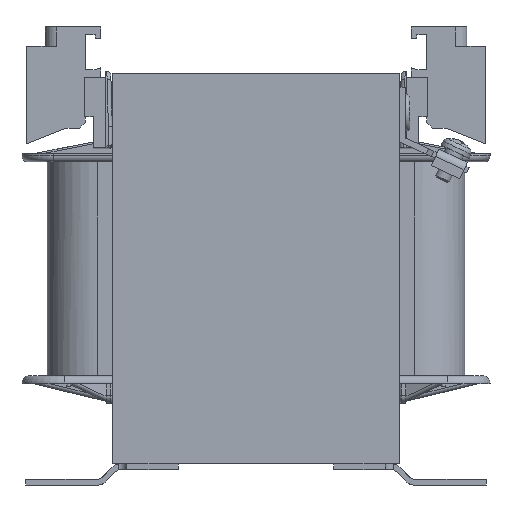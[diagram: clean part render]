
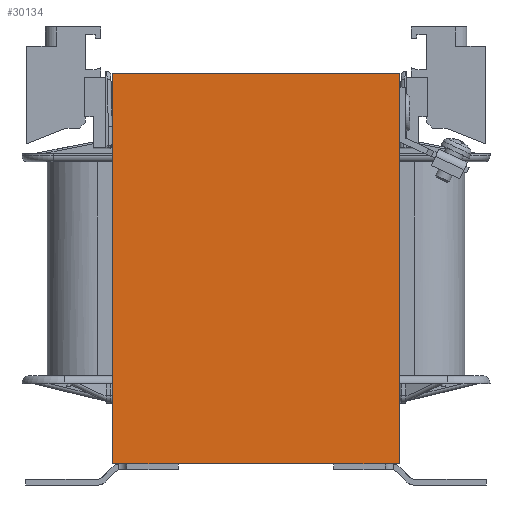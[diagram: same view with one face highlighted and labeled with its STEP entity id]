
A CAD part, left-side view. The second image highlights one B-rep face of the part: STEP entity #30134.
In plain terms, the highlighted planar face has unit normal (-1, 0, 0).
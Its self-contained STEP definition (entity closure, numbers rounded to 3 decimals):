
#2672=FACE_OUTER_BOUND('',#4214,.T.);
#4214=EDGE_LOOP('',(#24719,#24720,#24721,#24722,#24723,#24724,#24725,#24726));
#7226=LINE('',#48604,#10494);
#7238=LINE('',#48635,#10506);
#7250=LINE('',#48668,#10518);
#7268=LINE('',#48708,#10536);
#7269=LINE('',#48710,#10537);
#7270=LINE('',#48712,#10538);
#7271=LINE('',#48714,#10539);
#7272=LINE('',#48715,#10540);
#10494=VECTOR('',#38727,10.);
#10506=VECTOR('',#38749,10.);
#10518=VECTOR('',#38775,10.);
#10536=VECTOR('',#38823,10.);
#10537=VECTOR('',#38824,10.);
#10538=VECTOR('',#38825,10.);
#10539=VECTOR('',#38826,10.);
#10540=VECTOR('',#38827,10.);
#13229=VERTEX_POINT('',#48602);
#13230=VERTEX_POINT('',#48603);
#13243=VERTEX_POINT('',#48632);
#13244=VERTEX_POINT('',#48634);
#13265=VERTEX_POINT('',#48707);
#13266=VERTEX_POINT('',#48709);
#13267=VERTEX_POINT('',#48711);
#13268=VERTEX_POINT('',#48713);
#17128=EDGE_CURVE('',#13229,#13230,#7226,.T.);
#17144=EDGE_CURVE('',#13244,#13243,#7238,.T.);
#17162=EDGE_CURVE('',#13229,#13243,#7250,.T.);
#17182=EDGE_CURVE('',#13230,#13265,#7268,.T.);
#17183=EDGE_CURVE('',#13266,#13265,#7269,.T.);
#17184=EDGE_CURVE('',#13266,#13267,#7270,.T.);
#17185=EDGE_CURVE('',#13268,#13267,#7271,.T.);
#17186=EDGE_CURVE('',#13268,#13244,#7272,.T.);
#24719=ORIENTED_EDGE('',*,*,#17128,.T.);
#24720=ORIENTED_EDGE('',*,*,#17182,.T.);
#24721=ORIENTED_EDGE('',*,*,#17183,.F.);
#24722=ORIENTED_EDGE('',*,*,#17184,.T.);
#24723=ORIENTED_EDGE('',*,*,#17185,.F.);
#24724=ORIENTED_EDGE('',*,*,#17186,.T.);
#24725=ORIENTED_EDGE('',*,*,#17144,.T.);
#24726=ORIENTED_EDGE('',*,*,#17162,.F.);
#27306=PLANE('',#32220);
#30134=ADVANCED_FACE('',(#2672),#27306,.T.);
#32220=AXIS2_PLACEMENT_3D('',#48706,#38821,#38822);
#38727=DIRECTION('',(0.,0.,-1.));
#38749=DIRECTION('',(0.,0.,1.));
#38775=DIRECTION('',(0.,-1.,0.));
#38821=DIRECTION('center_axis',(-1.,0.,0.));
#38822=DIRECTION('ref_axis',(0.,0.,1.));
#38823=DIRECTION('',(0.,-1.,0.));
#38824=DIRECTION('',(0.,1.,0.));
#38825=DIRECTION('',(0.,-1.,0.));
#38826=DIRECTION('',(0.,1.,0.));
#38827=DIRECTION('',(0.,-1.,0.));
#48602=CARTESIAN_POINT('',(-60.,36.85,50.));
#48603=CARTESIAN_POINT('',(-60.,36.85,-50.));
#48604=CARTESIAN_POINT('',(-60.,36.85,50.));
#48632=CARTESIAN_POINT('',(-60.,-36.85,50.));
#48634=CARTESIAN_POINT('',(-60.,-36.85,-50.));
#48635=CARTESIAN_POINT('',(-60.,-36.85,50.));
#48668=CARTESIAN_POINT('',(-60.,0.,50.));
#48706=CARTESIAN_POINT('Origin',(-60.,0.,50.));
#48707=CARTESIAN_POINT('',(-60.,33.15,-50.));
#48708=CARTESIAN_POINT('',(-60.,0.,-50.));
#48709=CARTESIAN_POINT('',(-60.,19.9,-50.));
#48710=CARTESIAN_POINT('',(-60.,18.018,-50.));
#48711=CARTESIAN_POINT('',(-60.,-19.9,-50.));
#48712=CARTESIAN_POINT('',(-60.,0.,-50.));
#48713=CARTESIAN_POINT('',(-60.,-33.15,-50.));
#48714=CARTESIAN_POINT('',(-60.,-18.018,-50.));
#48715=CARTESIAN_POINT('',(-60.,0.,-50.));
